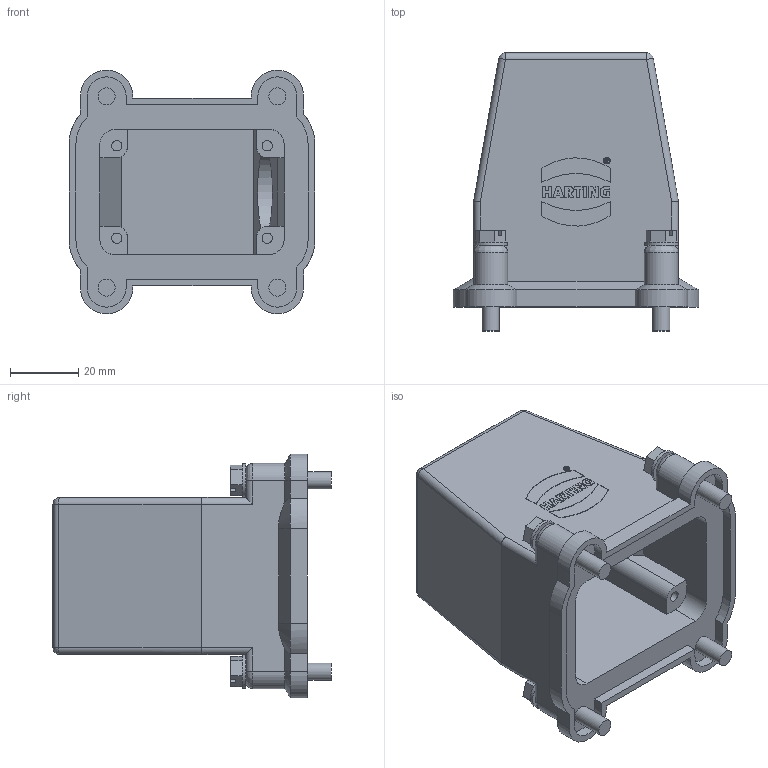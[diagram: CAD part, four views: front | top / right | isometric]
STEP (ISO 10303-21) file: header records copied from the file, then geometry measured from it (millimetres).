
FILE_DESCRIPTION(/* description */ (''),/* implementation_level */ '2;1');
FILE_NAME(/* name */ '100110576ugm000_b.stp',/* time_stamp */ '2017-10-27T15:22:33+02:00',/* author */ (''),/* organization */ (''),/* preprocessor_version */ 'ST-DEVELOPER v16',/* originating_system */ 'SIEMENS PLM Software NX 10.0',/* authorisation */ '');
FILE_SCHEMA (('AUTOMOTIVE_DESIGN { 1 0 10303 214 3 1 1 1 }'));
Length unit declared in the file: millimetre
Products named in the file (1): 100110576ugm000_b
Bounding box: 72 x 81.45 x 71.41 mm (x, y, z)
Volume: 79535.4 mm3; surface area: 36904.6 mm2
Topology: 1 solids, 1 shells, 469 faces, 1253 edges, 814 vertices
Faces by surface type: plane 381, cylinder 60, bspline 24, cone 4
Full cylindrical faces by diameter (mm): 1.507 x1, 1.972 x1, 3 x4, 5 x4, 9.8 x4, 25 x1
Entity records: 16402 total; most frequent: CARTESIAN_POINT 3329, ORIENTED_EDGE 2468, DIRECTION 2154, EDGE_CURVE 1234, LINE 1038, VECTOR 1038, VERTEX_POINT 810, AXIS2_PLACEMENT_3D 558
